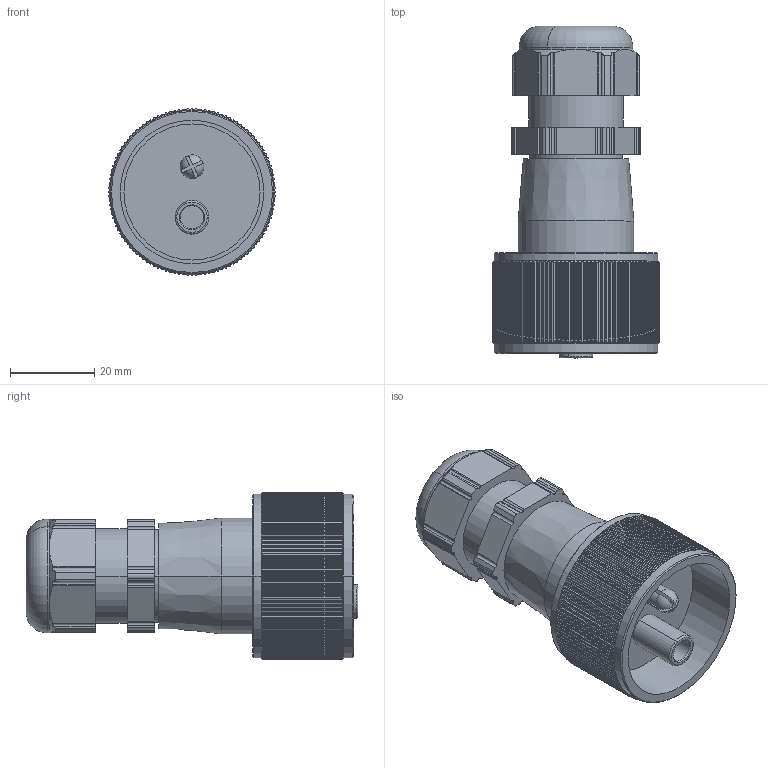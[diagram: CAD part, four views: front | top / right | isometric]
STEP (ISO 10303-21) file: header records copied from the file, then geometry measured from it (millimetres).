
FILE_DESCRIPTION((''),'2;1');
FILE_NAME('251070_SW0001','2020-09-04T15:26:51',('teru'),(''),'CREO PARAMETRIC BY PTC INC, 2017380','CREO PARAMETRIC BY PTC INC, 2017380','');
FILE_SCHEMA(('CONFIG_CONTROL_DESIGN'));
Length unit declared in the file: millimetre
Products named in the file (1): 251070_SW0001
Bounding box: 39.6 x 78.8 x 39.6 mm (x, y, z)
Volume: 46962.1 mm3; surface area: 15193.2 mm2
Topology: 1 solids, 1 shells, 657 faces, 1908 edges, 1264 vertices
Faces by surface type: cylinder 338, plane 291, cone 18, torus 6, sphere 4
Entity records: 25735 total; most frequent: CARTESIAN_POINT 9470, ORIENTED_EDGE 3816, DIRECTION 2886, EDGE_CURVE 1908, VERTEX_POINT 1264, AXIS2_PLACEMENT_3D 1099, B_SPLINE_CURVE_WITH_KNOTS 778, VECTOR 688
